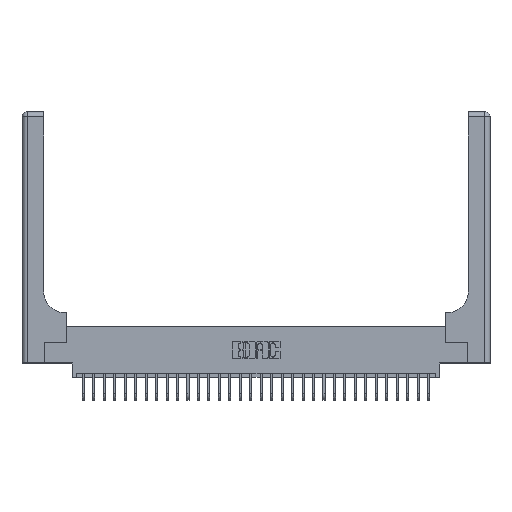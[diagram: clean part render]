
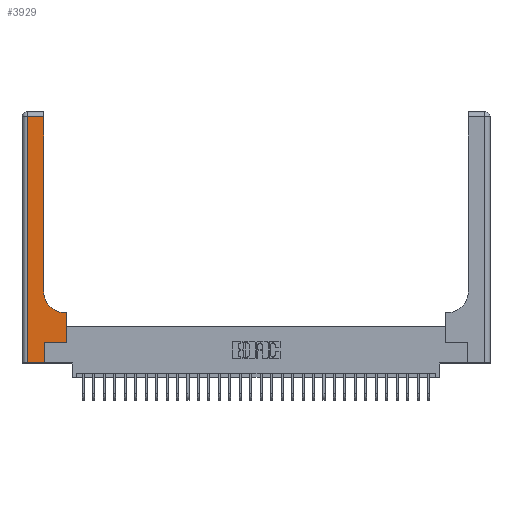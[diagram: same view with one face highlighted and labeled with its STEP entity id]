
A CAD part, top view. The second image highlights one B-rep face of the part: STEP entity #3929.
In plain terms, the highlighted planar face has unit normal (0, 0, 1).
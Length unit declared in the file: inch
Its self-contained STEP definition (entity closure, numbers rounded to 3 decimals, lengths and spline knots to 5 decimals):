
#408 = CARTESIAN_POINT ( 'NONE',  ( 0.528, 0.6, 0.37 ) ) ;
#839 = CARTESIAN_POINT ( 'NONE',  ( 0.265, 0.25, 0.37 ) ) ;
#889 = CARTESIAN_POINT ( 'NONE',  ( 0.06, 3., 0.37 ) ) ;
#973 = VERTEX_POINT ( 'NONE', #15500 ) ;
#1374 = VECTOR ( 'NONE', #8659, 39.37008 ) ;
#1559 = LINE ( 'NONE', #15315, #22857 ) ;
#2342 = VERTEX_POINT ( 'NONE', #839 ) ;
#2602 = CARTESIAN_POINT ( 'NONE',  ( 0.06, 0., 0.37 ) ) ;
#2944 = VERTEX_POINT ( 'NONE', #13343 ) ;
#3246 = ORIENTED_EDGE ( 'NONE', *, *, #16154, .T. ) ;
#3462 = DIRECTION ( 'NONE',  ( 0., 0., -1. ) ) ;
#3929 = ADVANCED_FACE ( 'NONE', ( #15981 ), #26732, .F. ) ;
#4236 = LINE ( 'NONE', #18378, #9888 ) ;
#4966 = VECTOR ( 'NONE', #22178, 39.37008 ) ;
#5049 = EDGE_CURVE ( 'NONE', #12870, #17698, #11263, .T. ) ;
#7212 = ORIENTED_EDGE ( 'NONE', *, *, #20080, .T. ) ;
#7569 = DIRECTION ( 'NONE',  ( 0., 1., 0. ) ) ;
#7584 = DIRECTION ( 'NONE',  ( 0., 0., -1. ) ) ;
#7614 = DIRECTION ( 'NONE',  ( 1., 0., 0. ) ) ;
#7780 = CARTESIAN_POINT ( 'NONE',  ( 0.265, 0., 0.37 ) ) ;
#8262 = VECTOR ( 'NONE', #19247, 39.37008 ) ;
#8659 = DIRECTION ( 'NONE',  ( -1., 0., 0. ) ) ;
#8849 = EDGE_CURVE ( 'NONE', #17698, #16828, #26061, .T. ) ;
#8940 = ORIENTED_EDGE ( 'NONE', *, *, #5049, .T. ) ;
#9888 = VECTOR ( 'NONE', #20515, 39.37008 ) ;
#10218 = ORIENTED_EDGE ( 'NONE', *, *, #8849, .T. ) ;
#10299 = VERTEX_POINT ( 'NONE', #408 ) ;
#10807 = CARTESIAN_POINT ( 'NONE',  ( 0.06, 2.94, 0.37 ) ) ;
#11062 = EDGE_CURVE ( 'NONE', #14598, #12870, #18322, .T. ) ;
#11132 = LINE ( 'NONE', #20334, #16126 ) ;
#11263 = LINE ( 'NONE', #889, #4966 ) ;
#12348 = DIRECTION ( 'NONE',  ( 1., 0., 0. ) ) ;
#12841 = CIRCLE ( 'NONE', #16967, 0.25 ) ;
#12850 = EDGE_CURVE ( 'NONE', #22271, #10299, #20213, .T. ) ;
#12870 = VERTEX_POINT ( 'NONE', #10807 ) ;
#13343 = CARTESIAN_POINT ( 'NONE',  ( 0.26, 0.85, 0.37 ) ) ;
#14598 = VERTEX_POINT ( 'NONE', #15210 ) ;
#14990 = EDGE_LOOP ( 'NONE', ( #15243, #21544, #8940, #10218, #7212, #3246, #16982, #22261, #22998 ) ) ;
#15210 = CARTESIAN_POINT ( 'NONE',  ( 0.26, 2.94, 0.37 ) ) ;
#15243 = ORIENTED_EDGE ( 'NONE', *, *, #21921, .T. ) ;
#15315 = CARTESIAN_POINT ( 'NONE',  ( 0.26, 3., 0.37 ) ) ;
#15500 = CARTESIAN_POINT ( 'NONE',  ( 0.51, 0.6, 0.37 ) ) ;
#15981 = FACE_OUTER_BOUND ( 'NONE', #14990, .T. ) ;
#16126 = VECTOR ( 'NONE', #7614, 39.37008 ) ;
#16154 = EDGE_CURVE ( 'NONE', #2342, #22271, #11132, .T. ) ;
#16178 = CARTESIAN_POINT ( 'NONE',  ( 0., 3., 0.37 ) ) ;
#16603 = VECTOR ( 'NONE', #7569, 39.37008 ) ;
#16828 = VERTEX_POINT ( 'NONE', #7780 ) ;
#16967 = AXIS2_PLACEMENT_3D ( 'NONE', #20298, #7584, #22456 ) ;
#16982 = ORIENTED_EDGE ( 'NONE', *, *, #12850, .T. ) ;
#17113 = CARTESIAN_POINT ( 'NONE',  ( 0.528, 0.25, 0.37 ) ) ;
#17268 = LINE ( 'NONE', #24962, #16603 ) ;
#17544 = DIRECTION ( 'NONE',  ( 0., 1., 0. ) ) ;
#17698 = VERTEX_POINT ( 'NONE', #2602 ) ;
#18317 = DIRECTION ( 'NONE',  ( -1., 0., 0. ) ) ;
#18322 = LINE ( 'NONE', #19239, #1374 ) ;
#18378 = CARTESIAN_POINT ( 'NONE',  ( 0.26, 0.6, 0.37 ) ) ;
#19239 = CARTESIAN_POINT ( 'NONE',  ( 0., 2.94, 0.37 ) ) ;
#19247 = DIRECTION ( 'NONE',  ( 0., 1., 0. ) ) ;
#19687 = VECTOR ( 'NONE', #12348, 39.37008 ) ;
#20080 = EDGE_CURVE ( 'NONE', #16828, #2342, #17268, .T. ) ;
#20213 = LINE ( 'NONE', #17113, #8262 ) ;
#20298 = CARTESIAN_POINT ( 'NONE',  ( 0.51, 0.85, 0.37 ) ) ;
#20334 = CARTESIAN_POINT ( 'NONE',  ( 0.265, 0.25, 0.37 ) ) ;
#20362 = AXIS2_PLACEMENT_3D ( 'NONE', #16178, #3462, #18317 ) ;
#20515 = DIRECTION ( 'NONE',  ( -1., 0., 0. ) ) ;
#21544 = ORIENTED_EDGE ( 'NONE', *, *, #11062, .T. ) ;
#21921 = EDGE_CURVE ( 'NONE', #2944, #14598, #1559, .T. ) ;
#22178 = DIRECTION ( 'NONE',  ( 0., -1., 0. ) ) ;
#22261 = ORIENTED_EDGE ( 'NONE', *, *, #26063, .T. ) ;
#22271 = VERTEX_POINT ( 'NONE', #25098 ) ;
#22456 = DIRECTION ( 'NONE',  ( 1., 0., 0. ) ) ;
#22857 = VECTOR ( 'NONE', #17544, 39.37008 ) ;
#22998 = ORIENTED_EDGE ( 'NONE', *, *, #26619, .T. ) ;
#24962 = CARTESIAN_POINT ( 'NONE',  ( 0.265, 0., 0.37 ) ) ;
#25098 = CARTESIAN_POINT ( 'NONE',  ( 0.528, 0.25, 0.37 ) ) ;
#26061 = LINE ( 'NONE', #27187, #19687 ) ;
#26063 = EDGE_CURVE ( 'NONE', #10299, #973, #4236, .T. ) ;
#26619 = EDGE_CURVE ( 'NONE', #973, #2944, #12841, .T. ) ;
#26732 = PLANE ( 'NONE',  #20362 ) ;
#27187 = CARTESIAN_POINT ( 'NONE',  ( 0., 0., 0.37 ) ) ;
